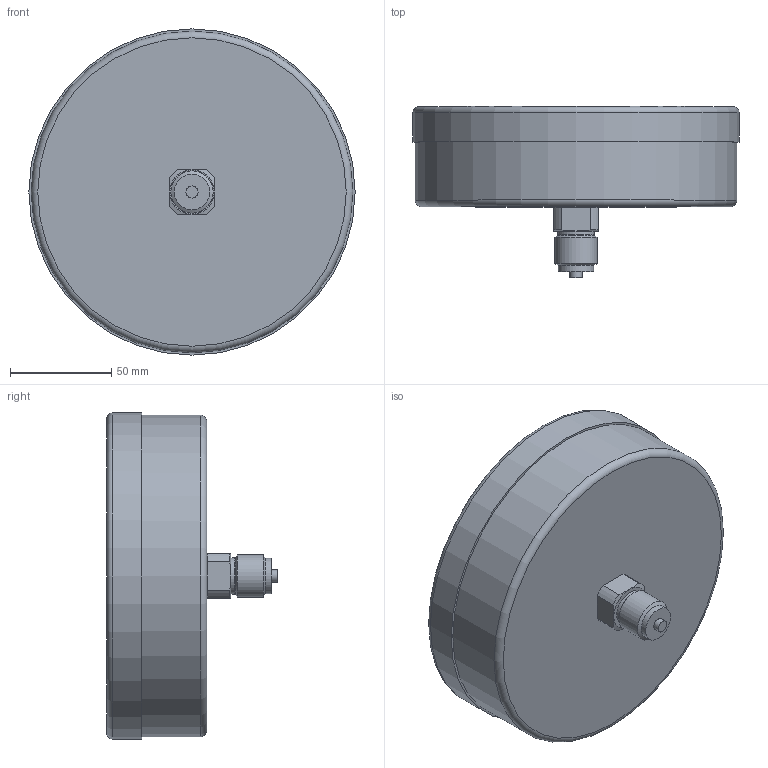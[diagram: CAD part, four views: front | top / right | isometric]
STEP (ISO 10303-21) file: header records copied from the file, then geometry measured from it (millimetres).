
FILE_DESCRIPTION(/* description */ (''),/* implementation_level */ '2;1');
FILE_NAME(/* name */ 'KP160Ch_D412_351XX412.stp',/* time_stamp */ '2018-01-16T10:02:15+01:00',/* author */ ('acgl'),/* organization */ (''),/* preprocessor_version */ 'ST-DEVELOPER v15.6',/* originating_system */ 'Autodesk Inventor 2015',/* authorisation */ '');
FILE_SCHEMA (('AUTOMOTIVE_DESIGN { 1 0 10303 214 3 1 1 }'));
Length unit declared in the file: centimetre
Products named in the file (1): KP160Ch_D412_351XX412
Bounding box: 161.3 x 84.5 x 161.3 mm (x, y, z)
Volume: 949235.9 mm3; surface area: 67713.7 mm2
Topology: 1 solids, 1 shells, 31 faces, 62 edges, 38 vertices
Faces by surface type: plane 11, cylinder 11, cone 6, torus 3
Full cylindrical faces by diameter (mm): 6 x1, 17.5 x1, 18 x1, 20.96 x1, 21 x1, 159 x1, 161.3 x1
Entity records: 811 total; most frequent: DIRECTION 134, CARTESIAN_POINT 134, ORIENTED_EDGE 98, AXIS2_PLACEMENT_3D 61, EDGE_CURVE 49, EDGE_LOOP 48, VERTEX_POINT 37, STYLED_ITEM 32
